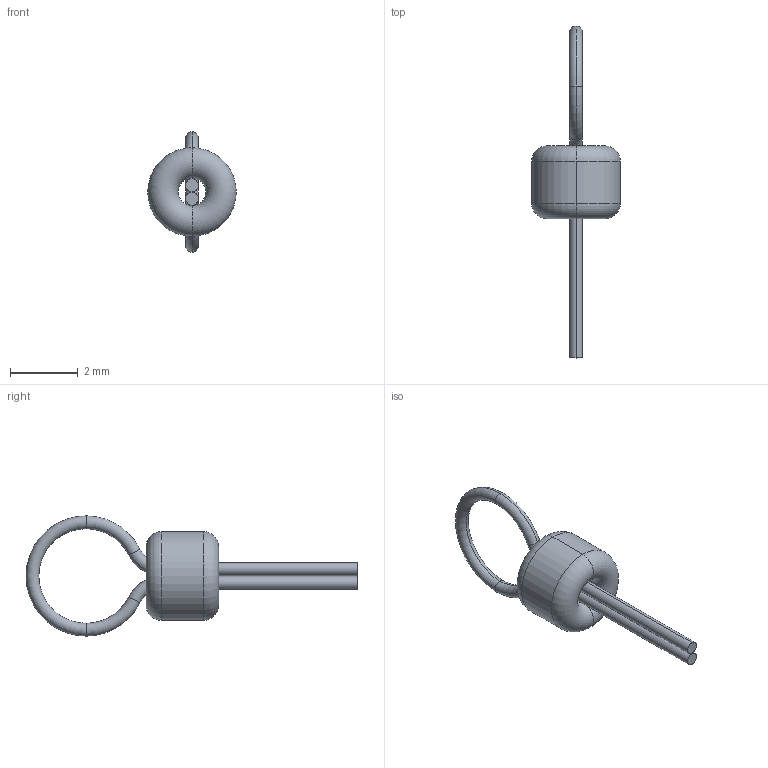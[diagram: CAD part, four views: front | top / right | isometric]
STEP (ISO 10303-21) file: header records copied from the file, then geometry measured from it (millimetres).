
FILE_DESCRIPTION (( 'STEP AP214' ), '1' );
FILE_NAME ('Test Point (orange).STEP', '2024-08-22T13:35:07', ( '' ), ( '' ), 'SwSTEP 2.0', 'SolidWorks 2021', '' );
FILE_SCHEMA (( 'AUTOMOTIVE_DESIGN' ));
Length unit declared in the file: millimetre
Products named in the file (1): Test Point (orange)
Bounding box: 2.62 x 9.83 x 3.56 mm (x, y, z)
Volume: 12 mm3; surface area: 55.5 mm2
Topology: 2 solids, 2 shells, 24 faces, 46 edges, 24 vertices
Faces by surface type: torus 14, cylinder 8, plane 2
Entity records: 831 total; most frequent: DIRECTION 134, CARTESIAN_POINT 95, ORIENTED_EDGE 92, AXIS2_PLACEMENT_3D 63, EDGE_CURVE 46, CIRCLE 38, EDGE_LOOP 24, FACE_OUTER_BOUND 24
